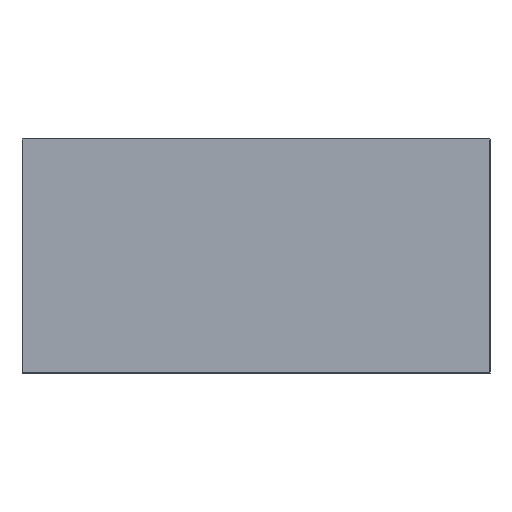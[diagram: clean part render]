
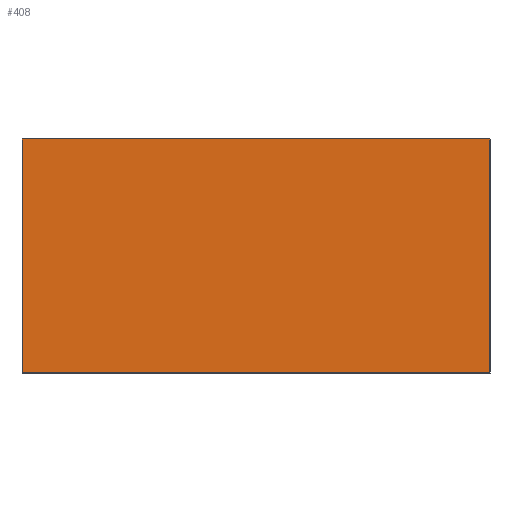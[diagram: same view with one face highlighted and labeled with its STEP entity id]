
A CAD part, top view. The second image highlights one B-rep face of the part: STEP entity #408.
In plain terms, the highlighted planar face has unit normal (0, 0, 1).
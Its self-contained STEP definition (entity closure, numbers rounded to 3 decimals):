
#130=ORIENTED_EDGE('',*,*,#176,.T.);
#131=ORIENTED_EDGE('',*,*,#180,.T.);
#132=ORIENTED_EDGE('',*,*,#183,.T.);
#133=ORIENTED_EDGE('',*,*,#185,.T.);
#176=EDGE_CURVE('',#213,#212,#256,.T.);
#180=EDGE_CURVE('',#212,#215,#260,.T.);
#183=EDGE_CURVE('',#215,#217,#263,.T.);
#185=EDGE_CURVE('',#217,#213,#265,.T.);
#212=VERTEX_POINT('',#681);
#213=VERTEX_POINT('',#683);
#215=VERTEX_POINT('',#689);
#217=VERTEX_POINT('',#695);
#256=LINE('',#682,#304);
#260=LINE('',#690,#308);
#263=LINE('',#696,#311);
#265=LINE('',#699,#313);
#304=VECTOR('',#572,1000.);
#308=VECTOR('',#578,1000.);
#311=VECTOR('',#583,1000.);
#313=VECTOR('',#587,1000.);
#336=EDGE_LOOP('',(#130,#131,#132,#133));
#360=FACE_BOUND('',#336,.T.);
#384=PLANE('',#485);
#408=ADVANCED_FACE('',(#360),#384,.T.);
#485=AXIS2_PLACEMENT_3D('',#700,#588,#589);
#572=DIRECTION('',(0.,-1.,0.));
#578=DIRECTION('',(1.,0.,0.));
#583=DIRECTION('',(0.,1.,0.));
#587=DIRECTION('',(-1.,0.,0.));
#588=DIRECTION('',(0.,0.,1.));
#589=DIRECTION('',(1.,0.,0.));
#681=CARTESIAN_POINT('',(-200.,-100.,0.15));
#682=CARTESIAN_POINT('',(-200.,100.,0.15));
#683=CARTESIAN_POINT('',(-200.,100.,0.15));
#689=CARTESIAN_POINT('',(200.,-100.,0.15));
#690=CARTESIAN_POINT('',(-200.,-100.,0.15));
#695=CARTESIAN_POINT('',(200.,100.,0.15));
#696=CARTESIAN_POINT('',(200.,-100.,0.15));
#699=CARTESIAN_POINT('',(200.,100.,0.15));
#700=CARTESIAN_POINT('',(0.,0.,0.15));
